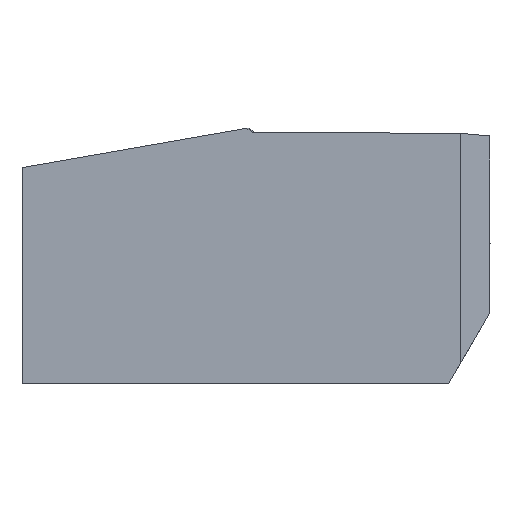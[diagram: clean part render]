
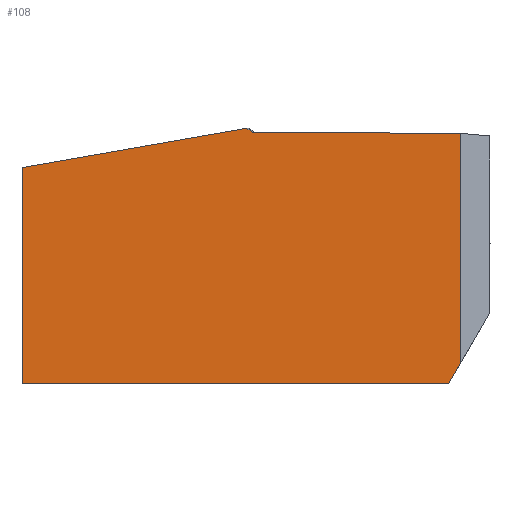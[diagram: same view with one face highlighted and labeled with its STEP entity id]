
A CAD part, left-side view. The second image highlights one B-rep face of the part: STEP entity #108.
In plain terms, the highlighted planar face has unit normal (-1, 0, 0).
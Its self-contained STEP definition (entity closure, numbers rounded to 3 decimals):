
#108=ADVANCED_FACE('',(#169),#150,.T.);
#150=PLANE('',#866);
#169=FACE_OUTER_BOUND('',#204,.T.);
#204=EDGE_LOOP('',(#335,#336,#337,#338,#339,#340,#341));
#335=ORIENTED_EDGE('',*,*,#640,.F.);
#336=ORIENTED_EDGE('',*,*,#641,.T.);
#337=ORIENTED_EDGE('',*,*,#638,.T.);
#338=ORIENTED_EDGE('',*,*,#636,.F.);
#339=ORIENTED_EDGE('',*,*,#616,.F.);
#340=ORIENTED_EDGE('',*,*,#642,.T.);
#341=ORIENTED_EDGE('',*,*,#643,.F.);
#532=VERTEX_POINT('',#1137);
#533=VERTEX_POINT('',#1139);
#549=VERTEX_POINT('',#1195);
#550=VERTEX_POINT('',#1199);
#551=VERTEX_POINT('',#1203);
#552=VERTEX_POINT('',#1204);
#553=VERTEX_POINT('',#1207);
#616=EDGE_CURVE('',#532,#533,#730,.T.);
#636=EDGE_CURVE('',#533,#549,#745,.T.);
#638=EDGE_CURVE('',#550,#549,#747,.T.);
#640=EDGE_CURVE('',#551,#552,#749,.T.);
#641=EDGE_CURVE('',#551,#550,#750,.T.);
#642=EDGE_CURVE('',#532,#553,#751,.T.);
#643=EDGE_CURVE('',#552,#553,#752,.T.);
#730=LINE('',#1138,#783);
#745=LINE('',#1194,#798);
#747=LINE('',#1198,#800);
#749=LINE('',#1202,#802);
#750=LINE('',#1205,#803);
#751=LINE('',#1206,#804);
#752=LINE('',#1208,#805);
#783=VECTOR('',#938,1.);
#798=VECTOR('',#961,1.);
#800=VECTOR('',#965,1.);
#802=VECTOR('',#969,1.);
#803=VECTOR('',#970,1.);
#804=VECTOR('',#971,1.);
#805=VECTOR('',#972,1.);
#866=AXIS2_PLACEMENT_3D('',#1209,#973,#974);
#938=DIRECTION('',(0.,-1.,-0.004));
#961=DIRECTION('',(0.,0.,-1.));
#965=DIRECTION('',(0.,-0.5,0.866));
#969=DIRECTION('',(0.,0.,1.));
#970=DIRECTION('',(0.,-1.,0.));
#971=DIRECTION('',(0.,0.82,0.572));
#972=DIRECTION('',(0.,-0.985,0.172));
#973=DIRECTION('',(-1.,0.,0.));
#974=DIRECTION('',(0.,-1.,0.));
#1137=CARTESIAN_POINT('',(0.,-11.876,12.956));
#1138=CARTESIAN_POINT('',(0.,-12.322,12.954));
#1139=CARTESIAN_POINT('',(0.,-22.6,12.909));
#1194=CARTESIAN_POINT('',(0.,-22.6,3.694));
#1195=CARTESIAN_POINT('',(0.,-22.6,1.096));
#1198=CARTESIAN_POINT('',(0.,-24.6,4.56));
#1199=CARTESIAN_POINT('',(0.,-21.967,0.));
#1202=CARTESIAN_POINT('',(0.,0.,11.145));
#1203=CARTESIAN_POINT('',(0.,0.,0.));
#1204=CARTESIAN_POINT('',(0.,0.,11.145));
#1205=CARTESIAN_POINT('',(0.,-20.6,0.));
#1206=CARTESIAN_POINT('',(0.,-14.483,11.138));
#1207=CARTESIAN_POINT('',(0.,-11.572,13.168));
#1208=CARTESIAN_POINT('',(0.,-14.5,13.68));
#1209=CARTESIAN_POINT('',(0.,-12.3,8.009));
